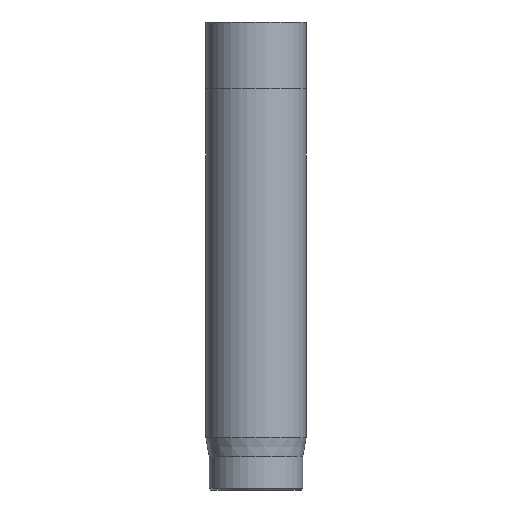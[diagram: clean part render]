
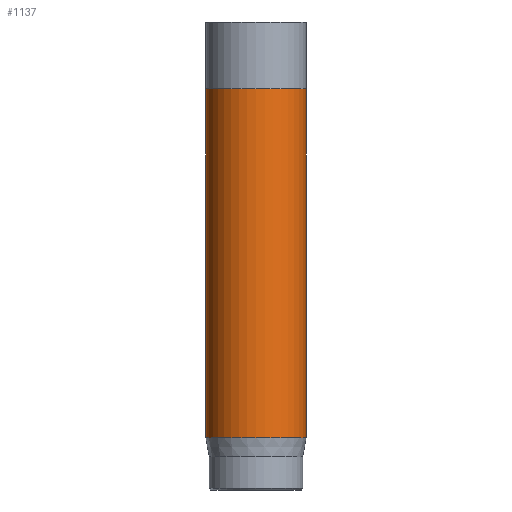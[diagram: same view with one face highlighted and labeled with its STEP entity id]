
A CAD part, front view. The second image highlights one B-rep face of the part: STEP entity #1137.
In plain terms, the highlighted cylindrical face has radius 1.5 mm (diameter 3 mm), a full revolution.
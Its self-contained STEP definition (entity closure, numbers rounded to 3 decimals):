
#136=CYLINDRICAL_SURFACE('',#1277,1.5);
#149=FACE_OUTER_BOUND('',#218,.T.);
#218=EDGE_LOOP('',(#818,#819,#820,#821,#822));
#288=LINE('',#1630,#376);
#376=VECTOR('',#1395,1.5);
#461=CIRCLE('',#1259,1.5);
#470=CIRCLE('',#1275,1.5);
#471=CIRCLE('',#1276,1.5);
#494=VERTEX_POINT('',#1594);
#503=VERTEX_POINT('',#1624);
#504=VERTEX_POINT('',#1625);
#609=EDGE_CURVE('',#494,#494,#461,.T.);
#623=EDGE_CURVE('',#503,#504,#470,.T.);
#624=EDGE_CURVE('',#504,#503,#471,.T.);
#626=EDGE_CURVE('',#494,#503,#288,.T.);
#818=ORIENTED_EDGE('',*,*,#609,.T.);
#819=ORIENTED_EDGE('',*,*,#626,.T.);
#820=ORIENTED_EDGE('',*,*,#623,.T.);
#821=ORIENTED_EDGE('',*,*,#624,.T.);
#822=ORIENTED_EDGE('',*,*,#626,.F.);
#1137=ADVANCED_FACE('',(#149),#136,.T.);
#1259=AXIS2_PLACEMENT_3D('',#1595,#1351,#1352);
#1275=AXIS2_PLACEMENT_3D('',#1626,#1388,#1389);
#1276=AXIS2_PLACEMENT_3D('',#1627,#1390,#1391);
#1277=AXIS2_PLACEMENT_3D('',#1629,#1393,#1394);
#1351=DIRECTION('center_axis',(0.,0.,-1.));
#1352=DIRECTION('ref_axis',(-1.,0.,0.));
#1388=DIRECTION('center_axis',(0.,0.,1.));
#1389=DIRECTION('ref_axis',(-1.,0.,0.));
#1390=DIRECTION('center_axis',(0.,0.,1.));
#1391=DIRECTION('ref_axis',(-1.,0.,0.));
#1393=DIRECTION('center_axis',(0.,0.,1.));
#1394=DIRECTION('ref_axis',(-1.,0.,0.));
#1395=DIRECTION('',(0.,0.,-1.));
#1594=CARTESIAN_POINT('',(1.5,0.,12.));
#1595=CARTESIAN_POINT('Origin',(0.,0.,12.));
#1624=CARTESIAN_POINT('',(1.5,0.,1.567));
#1625=CARTESIAN_POINT('',(-1.5,0.,1.567));
#1626=CARTESIAN_POINT('Origin',(0.,0.,1.567));
#1627=CARTESIAN_POINT('Origin',(0.,0.,1.567));
#1629=CARTESIAN_POINT('Origin',(0.,0.,0.));
#1630=CARTESIAN_POINT('',(1.5,0.,0.));
